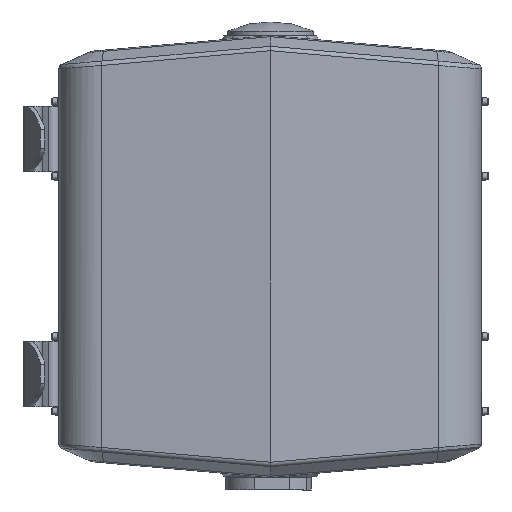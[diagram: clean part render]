
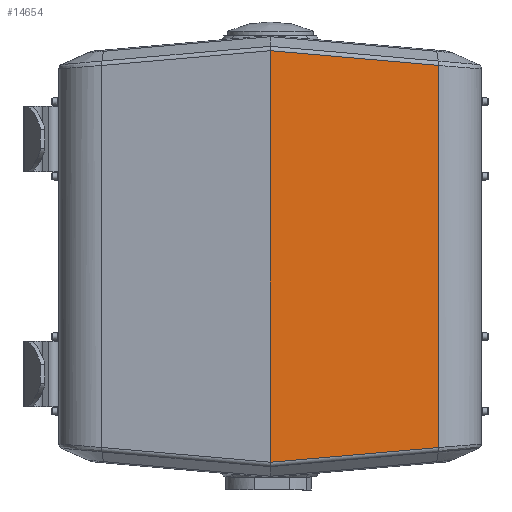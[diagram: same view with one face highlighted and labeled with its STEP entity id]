
A CAD part, front view. The second image highlights one B-rep face of the part: STEP entity #14654.
In plain terms, the highlighted planar face has unit normal (0.087, -0.996, 0).
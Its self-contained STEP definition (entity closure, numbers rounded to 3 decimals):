
#133 = VERTEX_POINT ( 'NONE', #27580 ) ;
#1081 = CARTESIAN_POINT ( 'NONE',  ( 117.362, 12.058, 23.394 ) ) ;
#2535 = VECTOR ( 'NONE', #10620, 1000. ) ;
#6256 = CARTESIAN_POINT ( 'NONE',  ( 117.423, 12.063, 104.698 ) ) ;
#6479 = LINE ( 'NONE', #17809, #28079 ) ;
#6563 = EDGE_CURVE ( 'NONE', #25965, #133, #12264, .T. ) ;
#7563 = CARTESIAN_POINT ( 'NONE',  ( 117.423, 12.063, 64.049 ) ) ;
#7913 = CARTESIAN_POINT ( 'NONE',  ( 117.362, 12.058, 104.704 ) ) ;
#9061 = DIRECTION ( 'NONE',  ( -0.992, -0.087, -0.087 ) ) ;
#9507 = VECTOR ( 'NONE', #14612, 1000. ) ;
#9604 = DIRECTION ( 'NONE',  ( 0., 0., -1. ) ) ;
#9872 = EDGE_CURVE ( 'NONE', #13134, #11759, #6479, .T. ) ;
#10186 = VECTOR ( 'NONE', #9604, 1000. ) ;
#10473 = VERTEX_POINT ( 'NONE', #12192 ) ;
#10620 = DIRECTION ( 'NONE',  ( 0.992, 0.087, -0.088 ) ) ;
#10881 = LINE ( 'NONE', #7563, #10186 ) ;
#11605 = LINE ( 'NONE', #27974, #9507 ) ;
#11759 = VERTEX_POINT ( 'NONE', #21211 ) ;
#11781 = PLANE ( 'NONE',  #12892 ) ;
#12192 = CARTESIAN_POINT ( 'NONE',  ( 117.423, 12.063, 23.399 ) ) ;
#12264 = LINE ( 'NONE', #6256, #2535 ) ;
#12892 = AXIS2_PLACEMENT_3D ( 'NONE', #16133, #27654, #13997 ) ;
#13124 = EDGE_CURVE ( 'NONE', #10473, #13134, #22034, .T. ) ;
#13134 = VERTEX_POINT ( 'NONE', #18156 ) ;
#13852 = ORIENTED_EDGE ( 'NONE', *, *, #15219, .F. ) ;
#13997 = DIRECTION ( 'NONE',  ( -0.996, -0.087, 0. ) ) ;
#14297 = ORIENTED_EDGE ( 'NONE', *, *, #16259, .F. ) ;
#14591 = LINE ( 'NONE', #15141, #22937 ) ;
#14612 = DIRECTION ( 'NONE',  ( 0., 0., 1. ) ) ;
#14654 = ADVANCED_FACE ( 'NONE', ( #24522 ), #11781, .F. ) ;
#15141 = CARTESIAN_POINT ( 'NONE',  ( 81.601, 8.929, 107.833 ) ) ;
#15219 = EDGE_CURVE ( 'NONE', #11759, #16512, #11605, .T. ) ;
#15489 = ORIENTED_EDGE ( 'NONE', *, *, #13124, .F. ) ;
#15708 = ORIENTED_EDGE ( 'NONE', *, *, #6563, .F. ) ;
#16112 = VECTOR ( 'NONE', #25473, 1000. ) ;
#16133 = CARTESIAN_POINT ( 'NONE',  ( 81.551, 8.925, 64.049 ) ) ;
#16143 = ORIENTED_EDGE ( 'NONE', *, *, #9872, .F. ) ;
#16259 = EDGE_CURVE ( 'NONE', #133, #10473, #10881, .T. ) ;
#16512 = VERTEX_POINT ( 'NONE', #26149 ) ;
#17476 = DIRECTION ( 'NONE',  ( 0.992, 0.087, -0.087 ) ) ;
#17809 = CARTESIAN_POINT ( 'NONE',  ( 117.362, 12.058, 23.394 ) ) ;
#18156 = CARTESIAN_POINT ( 'NONE',  ( 117.362, 12.058, 23.394 ) ) ;
#18159 = ORIENTED_EDGE ( 'NONE', *, *, #21805, .F. ) ;
#21211 = CARTESIAN_POINT ( 'NONE',  ( 81.601, 8.929, 20.265 ) ) ;
#21805 = EDGE_CURVE ( 'NONE', #16512, #25965, #14591, .T. ) ;
#22034 = LINE ( 'NONE', #1081, #16112 ) ;
#22937 = VECTOR ( 'NONE', #17476, 1000. ) ;
#24522 = FACE_OUTER_BOUND ( 'NONE', #28438, .T. ) ;
#25473 = DIRECTION ( 'NONE',  ( -0.992, -0.087, -0.089 ) ) ;
#25965 = VERTEX_POINT ( 'NONE', #7913 ) ;
#26149 = CARTESIAN_POINT ( 'NONE',  ( 81.601, 8.929, 107.833 ) ) ;
#27580 = CARTESIAN_POINT ( 'NONE',  ( 117.423, 12.063, 104.698 ) ) ;
#27654 = DIRECTION ( 'NONE',  ( -0.087, 0.996, 0. ) ) ;
#27974 = CARTESIAN_POINT ( 'NONE',  ( 81.601, 8.929, 64.049 ) ) ;
#28079 = VECTOR ( 'NONE', #9061, 1000. ) ;
#28438 = EDGE_LOOP ( 'NONE', ( #15489, #14297, #15708, #18159, #13852, #16143 ) ) ;
